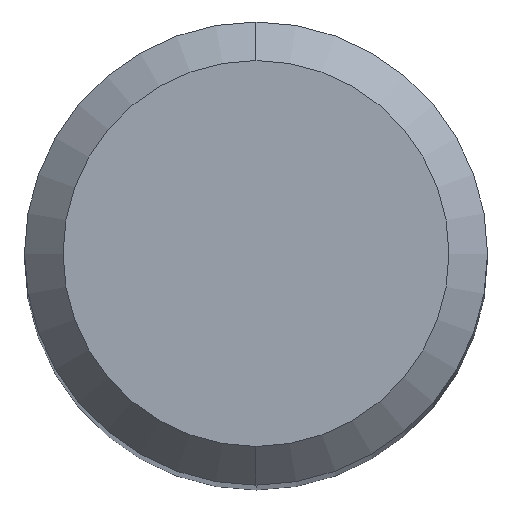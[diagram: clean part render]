
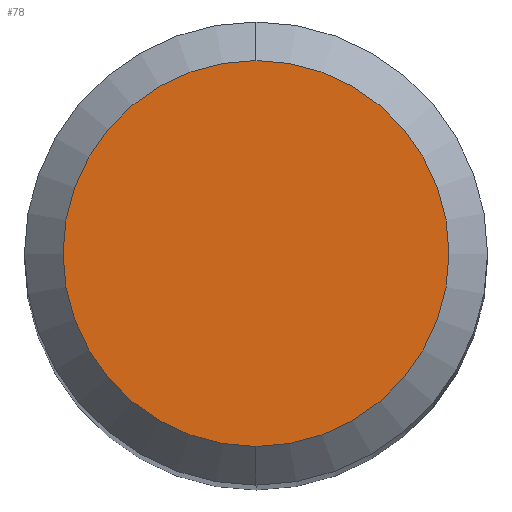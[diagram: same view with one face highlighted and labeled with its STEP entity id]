
A CAD part, top view. The second image highlights one B-rep face of the part: STEP entity #78.
In plain terms, the highlighted planar face has unit normal (0, 0, 1).
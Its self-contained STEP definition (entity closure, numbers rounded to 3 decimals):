
#78=ADVANCED_FACE('',(#155),#156,.T.);
#155=FACE_OUTER_BOUND('',#235,.T.);
#156=PLANE('',#236);
#235=EDGE_LOOP('',(#364,#365));
#236=AXIS2_PLACEMENT_3D('',#366,#367,#368);
#364=ORIENTED_EDGE('',*,*,#477,.F.);
#365=ORIENTED_EDGE('',*,*,#480,.F.);
#366=CARTESIAN_POINT('',(0.,1.25,36.517));
#367=DIRECTION('',(0.,0.0,1.0));
#368=DIRECTION('',(0.0,-1.0,0.0));
#477=EDGE_CURVE('',#566,#568,#569,.T.);
#480=EDGE_CURVE('',#568,#566,#572,.T.);
#566=VERTEX_POINT('',#666);
#568=VERTEX_POINT('',#669);
#569=CIRCLE('',#670,2.5);
#572=CIRCLE('',#674,2.5);
#666=CARTESIAN_POINT('',(0.,2.5,36.517));
#669=CARTESIAN_POINT('',(0.,-2.5,36.517));
#670=AXIS2_PLACEMENT_3D('',#768,#769,#770);
#674=AXIS2_PLACEMENT_3D('',#772,#773,#774);
#768=CARTESIAN_POINT('',(0.,0.0,36.517));
#769=DIRECTION('',(0.,0.0,-1.0));
#770=DIRECTION('',(0.0,1.0,0.0));
#772=CARTESIAN_POINT('',(0.,0.0,36.517));
#773=DIRECTION('',(0.,0.0,-1.0));
#774=DIRECTION('',(0.0,1.0,0.0));
